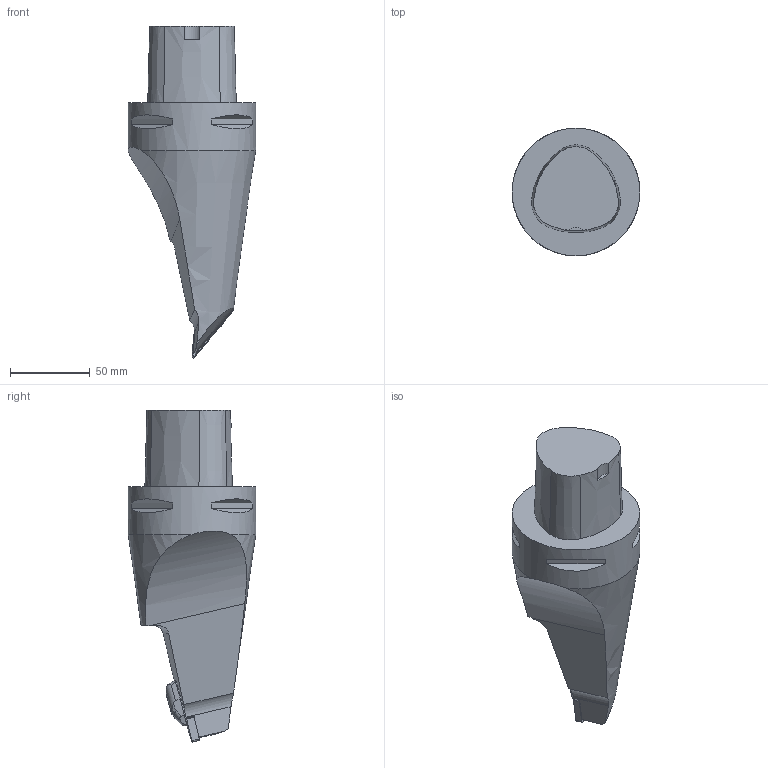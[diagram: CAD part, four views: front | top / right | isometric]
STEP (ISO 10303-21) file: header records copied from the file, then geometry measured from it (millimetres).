
FILE_DESCRIPTION(/* description */ (''),/* implementation_level */ '2;1');
FILE_NAME(/* name */ '1539586983236.stp',/* time_stamp */ '2018-10-15T12:33:30+05:00',/* author */ (''),/* organization */ ('SMS'),/* preprocessor_version */ 'ST-DEVELOPER v15',/* originating_system */ 'SIEMENS PLM Software NX 8.5',/* authorisation */ '');
FILE_SCHEMA (('AUTOMOTIVE_DESIGN { 1 0 10303 214 3 1 1 1 }'));
Length unit declared in the file: millimetre
Products named in the file (4): ASSEMBLY_CONSTRUCTION; IsoTurningInsert; 201770866mod000_00; 201770864mod000_00
Assembly tree (3 placements, depth 2):
  201770864mod000_00
    201770866mod000_00
    IsoTurningInsert
    ASSEMBLY_CONSTRUCTION
Bounding box: 80 x 80 x 208 mm (x, y, z)
Volume: 511939.8 mm3; surface area: 43427.5 mm2
Topology: 2 solids, 2 shells, 85 faces, 214 edges, 145 vertices
Faces by surface type: plane 54, cylinder 22, cone 7, bspline 2
Full cylindrical faces by diameter (mm): 3.81 x2, 80 x1
Entity records: 2888 total; most frequent: CARTESIAN_POINT 681, DIRECTION 440, ORIENTED_EDGE 418, EDGE_CURVE 209, AXIS2_PLACEMENT_3D 160, VERTEX_POINT 137, LINE 120, VECTOR 120
